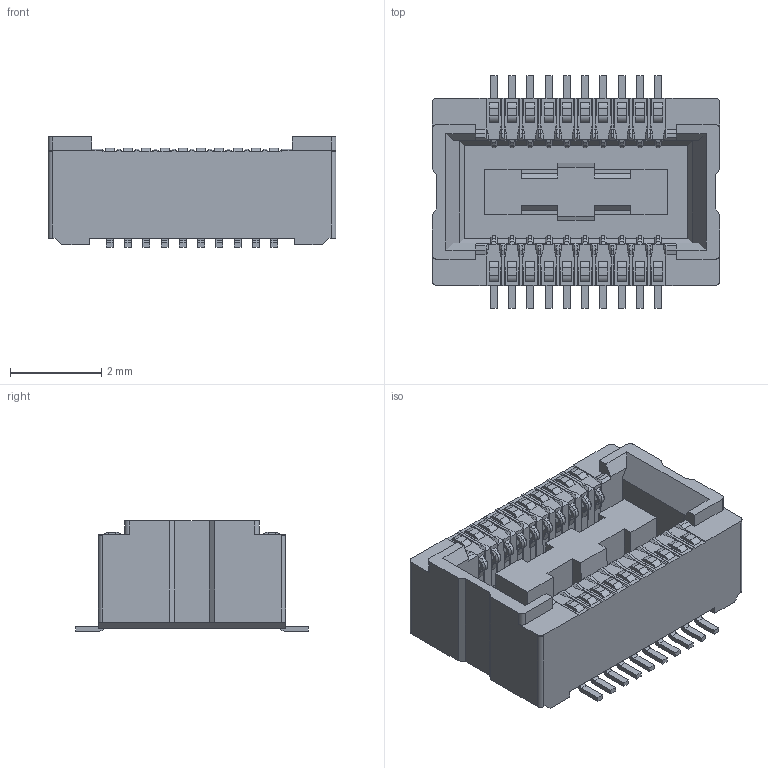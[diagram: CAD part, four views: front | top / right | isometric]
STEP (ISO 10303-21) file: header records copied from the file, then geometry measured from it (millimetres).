
FILE_DESCRIPTION( ('This file contains a STEP AP42 implementation' ,'as created by ZW3D STEP Interface translator.') ,'2;1' );
FILE_NAME( '3631-SXXX-024MXXR01.stp' ,'23 315.135714', (''), ('ZWCAD Software Co.'), 'Version 1.0', 'ZW3D to STEP translator', '' );
FILE_SCHEMA(('AUTOMOTIVE_DESIGN { 1 0 10303 214 1 1 1 1 }'));
Length unit declared in the file: millimetre
Products named in the file (2): 0; 3631 脣釱 H=2.42(20P)
Bounding box: 6.3 x 5.1 x 2.42 mm (x, y, z)
Volume: 38.8 mm3; surface area: 152.7 mm2
Topology: 1 solids, 4 shells, 1333 faces, 3431 edges, 2116 vertices
Faces by surface type: plane 941, bspline 240, cylinder 152
Entity records: 70542 total; most frequent: CARTESIAN_POINT 37946, ORIENTED_EDGE 6792, DIRECTION 5684, EDGE_CURVE 3396, VECTOR 2976, LINE 2976, VERTEX_POINT 2116, EDGE_LOOP 1418
